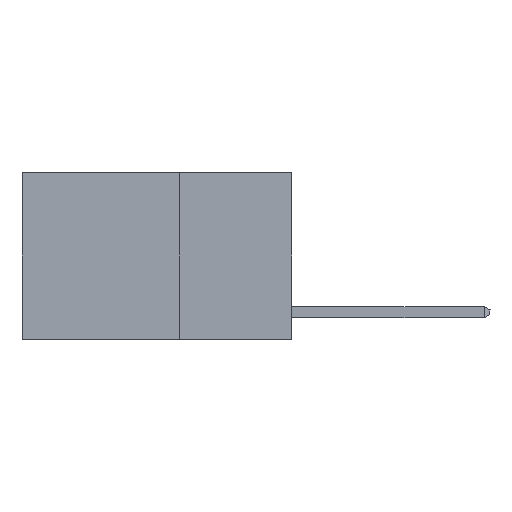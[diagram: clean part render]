
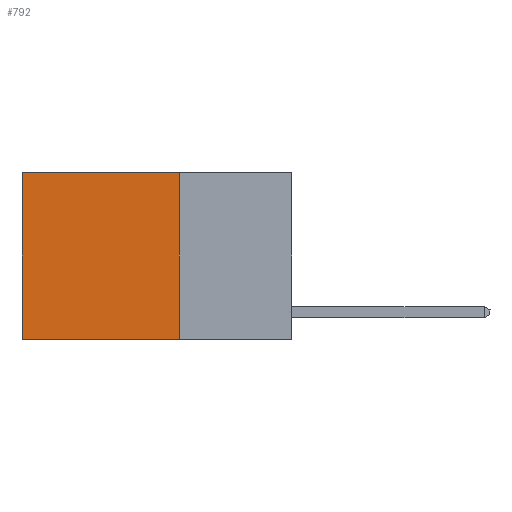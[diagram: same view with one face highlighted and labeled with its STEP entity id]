
A CAD part, left-side view. The second image highlights one B-rep face of the part: STEP entity #792.
In plain terms, the highlighted planar face has unit normal (-1, 0, 0).
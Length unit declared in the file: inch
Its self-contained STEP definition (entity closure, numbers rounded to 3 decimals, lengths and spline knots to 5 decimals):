
#62 = EDGE_CURVE ( 'NONE', #4420, #2386, #9553, .T. ) ;
#84 = EDGE_CURVE ( 'NONE', #16194, #330, #3240, .T. ) ;
#330 = VERTEX_POINT ( 'NONE', #16271 ) ;
#726 = EDGE_CURVE ( 'NONE', #330, #2386, #2625, .T. ) ;
#792 = ADVANCED_FACE ( 'NONE', ( #1457 ), #13852, .F. ) ;
#819 = CARTESIAN_POINT ( 'NONE',  ( 0.2625, 0.25, -0.37 ) ) ;
#1457 = FACE_OUTER_BOUND ( 'NONE', #3094, .T. ) ;
#1868 = CARTESIAN_POINT ( 'NONE',  ( 0.2625, 0.25, -0.37 ) ) ;
#2235 = DIRECTION ( 'NONE',  ( 0., 0., -1. ) ) ;
#2386 = VERTEX_POINT ( 'NONE', #6506 ) ;
#2625 = LINE ( 'NONE', #13089, #5939 ) ;
#2897 = DIRECTION ( 'NONE',  ( 1., 0., 0. ) ) ;
#3094 = EDGE_LOOP ( 'NONE', ( #10199, #5683, #13218, #9172 ) ) ;
#3240 = LINE ( 'NONE', #10328, #16217 ) ;
#4420 = VERTEX_POINT ( 'NONE', #819 ) ;
#5683 = ORIENTED_EDGE ( 'NONE', *, *, #62, .F. ) ;
#5939 = VECTOR ( 'NONE', #8029, 39.37008 ) ;
#6193 = DIRECTION ( 'NONE',  ( 0., 1., 0. ) ) ;
#6506 = CARTESIAN_POINT ( 'NONE',  ( 0.2625, 0.6, -0.37 ) ) ;
#7365 = DIRECTION ( 'NONE',  ( 0., 1., 0. ) ) ;
#8029 = DIRECTION ( 'NONE',  ( 0., 0., -1. ) ) ;
#8445 = EDGE_CURVE ( 'NONE', #16194, #4420, #10433, .T. ) ;
#9172 = ORIENTED_EDGE ( 'NONE', *, *, #84, .T. ) ;
#9553 = LINE ( 'NONE', #1868, #17353 ) ;
#10012 = DIRECTION ( 'NONE',  ( 0., 0., -1. ) ) ;
#10096 = CARTESIAN_POINT ( 'NONE',  ( 0.2625, 0.25, 0. ) ) ;
#10199 = ORIENTED_EDGE ( 'NONE', *, *, #726, .T. ) ;
#10328 = CARTESIAN_POINT ( 'NONE',  ( 0.2625, 0.25, 0. ) ) ;
#10433 = LINE ( 'NONE', #10096, #11354 ) ;
#11354 = VECTOR ( 'NONE', #2235, 39.37008 ) ;
#12244 = CARTESIAN_POINT ( 'NONE',  ( 0.2625, 0.25, 0. ) ) ;
#13089 = CARTESIAN_POINT ( 'NONE',  ( 0.2625, 0.6, 0. ) ) ;
#13218 = ORIENTED_EDGE ( 'NONE', *, *, #8445, .F. ) ;
#13852 = PLANE ( 'NONE',  #14394 ) ;
#14123 = CARTESIAN_POINT ( 'NONE',  ( 0.2625, 0.25, 0. ) ) ;
#14394 = AXIS2_PLACEMENT_3D ( 'NONE', #14123, #2897, #10012 ) ;
#16194 = VERTEX_POINT ( 'NONE', #12244 ) ;
#16217 = VECTOR ( 'NONE', #6193, 39.37008 ) ;
#16271 = CARTESIAN_POINT ( 'NONE',  ( 0.2625, 0.6, 0. ) ) ;
#17353 = VECTOR ( 'NONE', #7365, 39.37008 ) ;
